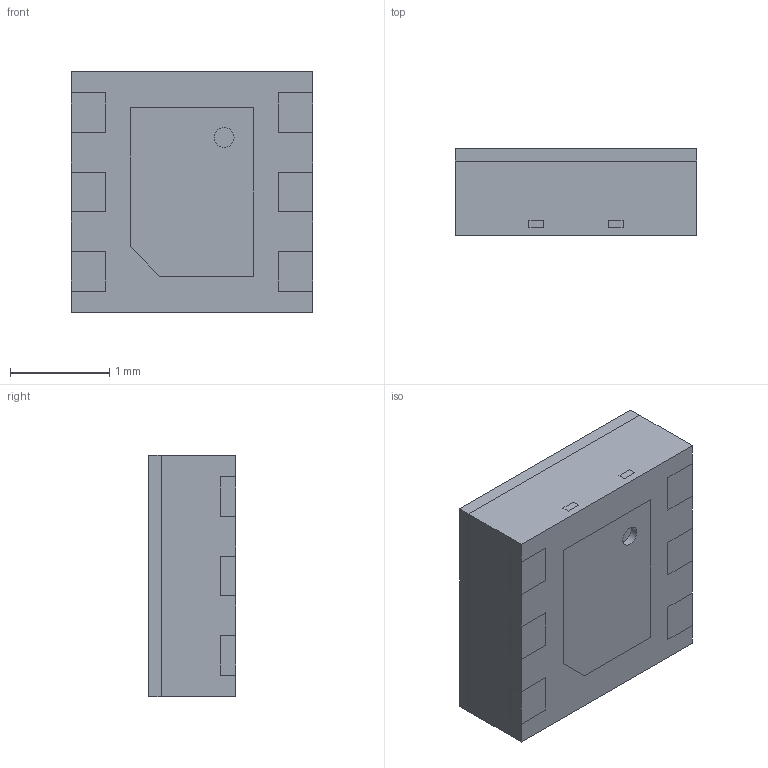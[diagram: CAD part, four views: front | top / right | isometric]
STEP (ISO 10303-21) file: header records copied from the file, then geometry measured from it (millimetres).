
FILE_DESCRIPTION(/* description */ (''),/* implementation_level */ '2;1');
FILE_NAME(/* name */ 'SGP30.step',/* time_stamp */ '2019-12-31T15:07:52-06:00',/* author */ (''),/* organization */ (''),/* preprocessor_version */ 'ST-DEVELOPER v18',/* originating_system */ 'Autodesk Translation Framework v8.12.0.6',/* authorisation */ '');
FILE_SCHEMA (('AUTOMOTIVE_DESIGN { 1 0 10303 214 3 1 1 }'));
Length unit declared in the file: millimetre
Products named in the file (1): GAS_CD_SGP3x_STEP_File_D1
Bounding box: 2.44 x 0.88 x 2.44 mm (x, y, z)
Volume: 5 mm3; surface area: 41.3 mm2
Topology: 13 solids, 13 shells, 165 faces, 399 edges, 268 vertices
Faces by surface type: plane 159, cylinder 3, torus 2, cone 1
Full cylindrical faces by diameter (mm): 0.2 x2
Entity records: 4788 total; most frequent: CARTESIAN_POINT 833, ORIENTED_EDGE 798, DIRECTION 751, EDGE_CURVE 399, LINE 379, VECTOR 379, VERTEX_POINT 268, AXIS2_PLACEMENT_3D 186
